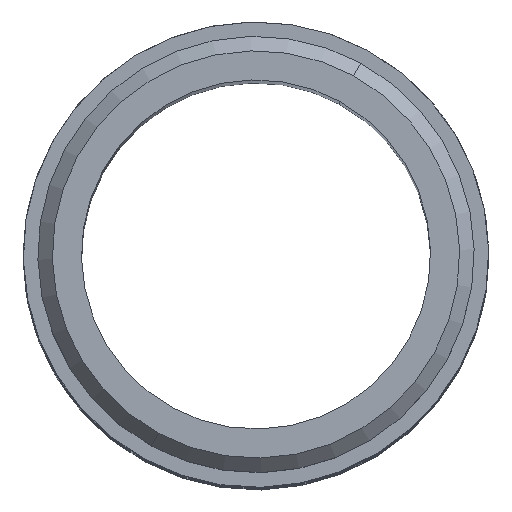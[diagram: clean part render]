
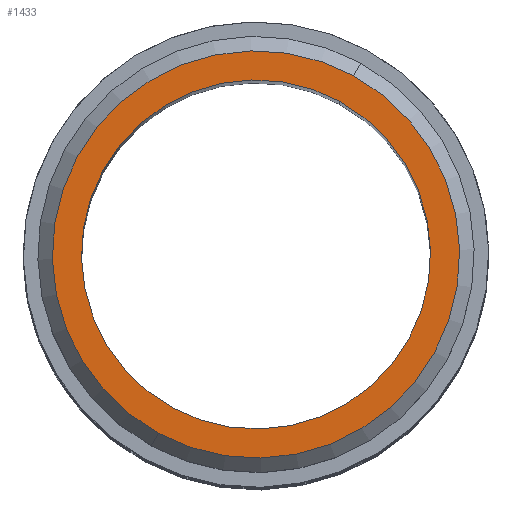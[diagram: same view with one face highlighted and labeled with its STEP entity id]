
A CAD part, top view. The second image highlights one B-rep face of the part: STEP entity #1433.
In plain terms, the highlighted planar face has unit normal (0, 0, 1).
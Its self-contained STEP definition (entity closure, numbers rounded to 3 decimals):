
#249=CARTESIAN_POINT('Vertex',(5.753,10.531,141.)) ;
#252=CARTESIAN_POINT('Axis2P3D Location',(0.,0.,141.)) ;
#256=CARTESIAN_POINT('Vertex',(-5.753,-10.531,141.)) ;
#278=CARTESIAN_POINT('Axis2P3D Location',(0.,0.,141.)) ;
#1406=CARTESIAN_POINT('Axis2P3D Location',(0.,-15.,141.)) ;
#1411=CARTESIAN_POINT('Axis2P3D Location',(0.,0.,141.)) ;
#1415=CARTESIAN_POINT('Vertex',(-6.712,-12.286,141.)) ;
#1417=CARTESIAN_POINT('Vertex',(6.712,12.286,141.)) ;
#1420=CARTESIAN_POINT('Axis2P3D Location',(0.,0.,141.)) ;
#253=DIRECTION('Axis2P3D Direction',(0.,0.,-1.)) ;
#279=DIRECTION('Axis2P3D Direction',(0.,0.,-1.)) ;
#1407=DIRECTION('Axis2P3D Direction',(0.,0.,-1.)) ;
#1408=DIRECTION('Axis2P3D XDirection',(1.,0.,0.)) ;
#1412=DIRECTION('Axis2P3D Direction',(0.,0.,-1.)) ;
#1421=DIRECTION('Axis2P3D Direction',(0.,0.,-1.)) ;
#254=AXIS2_PLACEMENT_3D('Circle Axis2P3D',#252,#253,$) ;
#280=AXIS2_PLACEMENT_3D('Circle Axis2P3D',#278,#279,$) ;
#1409=AXIS2_PLACEMENT_3D('Plane Axis2P3D',#1406,#1407,#1408) ;
#1413=AXIS2_PLACEMENT_3D('Circle Axis2P3D',#1411,#1412,$) ;
#1422=AXIS2_PLACEMENT_3D('Circle Axis2P3D',#1420,#1421,$) ;
#1426=ORIENTED_EDGE('',*,*,#1419,.F.) ;
#1427=ORIENTED_EDGE('',*,*,#1424,.F.) ;
#1430=ORIENTED_EDGE('',*,*,#282,.T.) ;
#1431=ORIENTED_EDGE('',*,*,#258,.T.) ;
#1432=FACE_BOUND('',#1429,.T.) ;
#1433=ADVANCED_FACE('Corps principal',(#1428,#1432),#1410,.F.) ;
#255=CIRCLE('generated circle',#254,12.) ;
#281=CIRCLE('generated circle',#280,12.) ;
#1414=CIRCLE('generated circle',#1413,14.) ;
#1423=CIRCLE('generated circle',#1422,14.) ;
#258=EDGE_CURVE('',#257,#250,#255,.T.) ;
#282=EDGE_CURVE('',#250,#257,#281,.T.) ;
#1419=EDGE_CURVE('',#1416,#1418,#1414,.T.) ;
#1424=EDGE_CURVE('',#1418,#1416,#1423,.T.) ;
#1425=EDGE_LOOP('',(#1426,#1427)) ;
#1429=EDGE_LOOP('',(#1430,#1431)) ;
#1428=FACE_OUTER_BOUND('',#1425,.T.) ;
#1410=PLANE('Plane',#1409) ;
#250=VERTEX_POINT('',#249) ;
#257=VERTEX_POINT('',#256) ;
#1416=VERTEX_POINT('',#1415) ;
#1418=VERTEX_POINT('',#1417) ;
